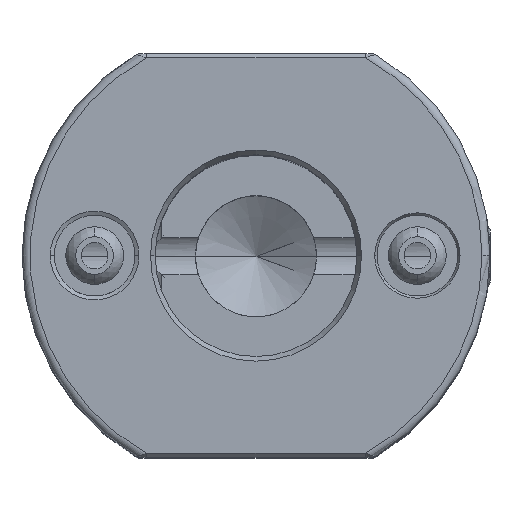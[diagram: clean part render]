
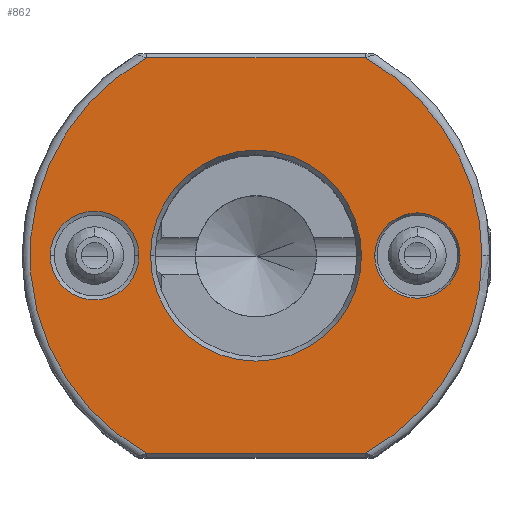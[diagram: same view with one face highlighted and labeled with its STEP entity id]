
A CAD part, top view. The second image highlights one B-rep face of the part: STEP entity #862.
In plain terms, the highlighted planar face has unit normal (0, 0, 1).
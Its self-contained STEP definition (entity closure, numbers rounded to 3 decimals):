
#5 = ORIENTED_EDGE ( 'NONE', *, *, #3048, .T. ) ;
#149 = DIRECTION ( 'NONE',  ( 1., 0., 0. ) ) ;
#170 = VECTOR ( 'NONE', #9089, 1000. ) ;
#474 = CARTESIAN_POINT ( 'NONE',  ( -23.969, -5.282, 59.584 ) ) ;
#534 = ORIENTED_EDGE ( 'NONE', *, *, #4779, .T. ) ;
#575 = CARTESIAN_POINT ( 'NONE',  ( 24.031, -5.282, 59.584 ) ) ;
#768 = ORIENTED_EDGE ( 'NONE', *, *, #2553, .T. ) ;
#861 = CARTESIAN_POINT ( 'NONE',  ( 16.031, -5.282, 59.584 ) ) ;
#862 = ADVANCED_FACE ( 'NONE', ( #878, #8973, #6913, #8616 ), #8600, .T. ) ;
#878 = FACE_BOUND ( 'NONE', #7107, .T. ) ;
#880 = CARTESIAN_POINT ( 'NONE',  ( -3.969, -5.282, 59.584 ) ) ;
#894 = CIRCLE ( 'NONE', #4576, 5.289 ) ;
#1359 = VERTEX_POINT ( 'NONE', #5341 ) ;
#1515 = CARTESIAN_POINT ( 'NONE',  ( -3.969, -5.282, 59.584 ) ) ;
#1639 = DIRECTION ( 'NONE',  ( 0., 0., -1. ) ) ;
#1940 = VERTEX_POINT ( 'NONE', #6523 ) ;
#1966 = DIRECTION ( 'NONE',  ( 1., 0., 0. ) ) ;
#1975 = DIRECTION ( 'NONE',  ( 1., 0., 0. ) ) ;
#1978 = ORIENTED_EDGE ( 'NONE', *, *, #8570, .T. ) ;
#2219 = VERTEX_POINT ( 'NONE', #4026 ) ;
#2326 = VERTEX_POINT ( 'NONE', #4437 ) ;
#2351 = AXIS2_PLACEMENT_3D ( 'NONE', #474, #8692, #6507 ) ;
#2359 = ORIENTED_EDGE ( 'NONE', *, *, #4987, .T. ) ;
#2452 = CARTESIAN_POINT ( 'NONE',  ( -16.578, 19.218, 59.584 ) ) ;
#2553 = EDGE_CURVE ( 'NONE', #6936, #3126, #6855, .T. ) ;
#2594 = VERTEX_POINT ( 'NONE', #5749 ) ;
#2879 = EDGE_CURVE ( 'NONE', #3512, #1359, #9501, .T. ) ;
#2935 = CARTESIAN_POINT ( 'NONE',  ( -18.469, -5.282, 59.584 ) ) ;
#2948 = EDGE_LOOP ( 'NONE', ( #8075, #5 ) ) ;
#2950 = ORIENTED_EDGE ( 'NONE', *, *, #9176, .T. ) ;
#2963 = DIRECTION ( 'NONE',  ( 0., 0., 1. ) ) ;
#3035 = CARTESIAN_POINT ( 'NONE',  ( -3.969, -5.282, 59.584 ) ) ;
#3048 = EDGE_CURVE ( 'NONE', #2326, #5548, #3827, .T. ) ;
#3126 = VERTEX_POINT ( 'NONE', #4720 ) ;
#3224 = CARTESIAN_POINT ( 'NONE',  ( 8.641, -29.782, 59.584 ) ) ;
#3261 = CIRCLE ( 'NONE', #8474, 28. ) ;
#3452 = CIRCLE ( 'NONE', #8869, 28. ) ;
#3474 = AXIS2_PLACEMENT_3D ( 'NONE', #880, #1639, #4439 ) ;
#3498 = CARTESIAN_POINT ( 'NONE',  ( -23.969, -5.282, 59.584 ) ) ;
#3512 = VERTEX_POINT ( 'NONE', #4800 ) ;
#3554 = LINE ( 'NONE', #3224, #170 ) ;
#3635 = DIRECTION ( 'NONE',  ( 0., 0., -1. ) ) ;
#3749 = DIRECTION ( 'NONE',  ( 0., 0., 1. ) ) ;
#3827 = CIRCLE ( 'NONE', #3474, 13.077 ) ;
#3879 = DIRECTION ( 'NONE',  ( 1., 0., 0. ) ) ;
#4026 = CARTESIAN_POINT ( 'NONE',  ( 9.587, 19.218, 59.584 ) ) ;
#4259 = DIRECTION ( 'NONE',  ( 0., 0., 1. ) ) ;
#4302 = CARTESIAN_POINT ( 'NONE',  ( 9.108, -5.282, 59.584 ) ) ;
#4304 = ORIENTED_EDGE ( 'NONE', *, *, #8197, .T. ) ;
#4376 = DIRECTION ( 'NONE',  ( 1., 0., 0. ) ) ;
#4437 = CARTESIAN_POINT ( 'NONE',  ( -17.046, -5.282, 59.584 ) ) ;
#4439 = DIRECTION ( 'NONE',  ( 1., 0., 0. ) ) ;
#4576 = AXIS2_PLACEMENT_3D ( 'NONE', #861, #5291, #3879 ) ;
#4720 = CARTESIAN_POINT ( 'NONE',  ( -29.469, -5.282, 59.584 ) ) ;
#4779 = EDGE_CURVE ( 'NONE', #5797, #2219, #7945, .T. ) ;
#4783 = EDGE_CURVE ( 'NONE', #1359, #3512, #894, .T. ) ;
#4800 = CARTESIAN_POINT ( 'NONE',  ( 21.32, -5.282, 59.584 ) ) ;
#4967 = DIRECTION ( 'NONE',  ( 0., 0., -1. ) ) ;
#4987 = EDGE_CURVE ( 'NONE', #2219, #8238, #7042, .T. ) ;
#5291 = DIRECTION ( 'NONE',  ( 0., 0., -1. ) ) ;
#5320 = CIRCLE ( 'NONE', #7923, 13.077 ) ;
#5341 = CARTESIAN_POINT ( 'NONE',  ( 10.742, -5.282, 59.584 ) ) ;
#5548 = VERTEX_POINT ( 'NONE', #4302 ) ;
#5607 = CARTESIAN_POINT ( 'NONE',  ( -3.969, -5.282, 59.584 ) ) ;
#5627 = VECTOR ( 'NONE', #6225, 1000. ) ;
#5749 = CARTESIAN_POINT ( 'NONE',  ( 9.587, -29.782, 59.584 ) ) ;
#5797 = VERTEX_POINT ( 'NONE', #575 ) ;
#6071 = CARTESIAN_POINT ( 'NONE',  ( -3.969, -5.282, 59.584 ) ) ;
#6225 = DIRECTION ( 'NONE',  ( -1., 0., 0. ) ) ;
#6390 = DIRECTION ( 'NONE',  ( 0., 0., -1. ) ) ;
#6452 = EDGE_CURVE ( 'NONE', #8238, #1940, #3261, .T. ) ;
#6492 = CARTESIAN_POINT ( 'NONE',  ( 16.031, -5.282, 59.584 ) ) ;
#6507 = DIRECTION ( 'NONE',  ( 1., 0., 0. ) ) ;
#6523 = CARTESIAN_POINT ( 'NONE',  ( -17.524, -29.782, 59.584 ) ) ;
#6750 = CARTESIAN_POINT ( 'NONE',  ( -17.524, 19.218, 59.584 ) ) ;
#6802 = AXIS2_PLACEMENT_3D ( 'NONE', #3498, #4967, #8847 ) ;
#6821 = EDGE_LOOP ( 'NONE', ( #768, #1978 ) ) ;
#6855 = CIRCLE ( 'NONE', #2351, 5.5 ) ;
#6913 = FACE_BOUND ( 'NONE', #2948, .T. ) ;
#6936 = VERTEX_POINT ( 'NONE', #2935 ) ;
#6954 = EDGE_CURVE ( 'NONE', #5548, #2326, #5320, .T. ) ;
#7042 = LINE ( 'NONE', #2452, #5627 ) ;
#7107 = EDGE_LOOP ( 'NONE', ( #7859, #7224 ) ) ;
#7224 = ORIENTED_EDGE ( 'NONE', *, *, #4783, .T. ) ;
#7290 = AXIS2_PLACEMENT_3D ( 'NONE', #5607, #4259, #1975 ) ;
#7551 = EDGE_LOOP ( 'NONE', ( #8713, #2950, #4304, #534, #2359 ) ) ;
#7823 = CIRCLE ( 'NONE', #6802, 5.5 ) ;
#7859 = ORIENTED_EDGE ( 'NONE', *, *, #2879, .T. ) ;
#7923 = AXIS2_PLACEMENT_3D ( 'NONE', #6071, #3635, #149 ) ;
#7945 = CIRCLE ( 'NONE', #9037, 28. ) ;
#8075 = ORIENTED_EDGE ( 'NONE', *, *, #6954, .T. ) ;
#8197 = EDGE_CURVE ( 'NONE', #2594, #5797, #3452, .T. ) ;
#8238 = VERTEX_POINT ( 'NONE', #6750 ) ;
#8474 = AXIS2_PLACEMENT_3D ( 'NONE', #8807, #8775, #4376 ) ;
#8570 = EDGE_CURVE ( 'NONE', #3126, #6936, #7823, .T. ) ;
#8600 = PLANE ( 'NONE',  #7290 ) ;
#8616 = FACE_OUTER_BOUND ( 'NONE', #7551, .T. ) ;
#8692 = DIRECTION ( 'NONE',  ( 0., 0., -1. ) ) ;
#8713 = ORIENTED_EDGE ( 'NONE', *, *, #6452, .T. ) ;
#8775 = DIRECTION ( 'NONE',  ( 0., 0., 1. ) ) ;
#8807 = CARTESIAN_POINT ( 'NONE',  ( -3.969, -5.282, 59.584 ) ) ;
#8847 = DIRECTION ( 'NONE',  ( 1., 0., 0. ) ) ;
#8869 = AXIS2_PLACEMENT_3D ( 'NONE', #3035, #2963, #8922 ) ;
#8922 = DIRECTION ( 'NONE',  ( 1., 0., 0. ) ) ;
#8943 = DIRECTION ( 'NONE',  ( 1., 0., 0. ) ) ;
#8973 = FACE_BOUND ( 'NONE', #6821, .T. ) ;
#9037 = AXIS2_PLACEMENT_3D ( 'NONE', #1515, #3749, #8943 ) ;
#9089 = DIRECTION ( 'NONE',  ( 1., 0., 0. ) ) ;
#9176 = EDGE_CURVE ( 'NONE', #1940, #2594, #3554, .T. ) ;
#9221 = AXIS2_PLACEMENT_3D ( 'NONE', #6492, #6390, #1966 ) ;
#9501 = CIRCLE ( 'NONE', #9221, 5.289 ) ;
